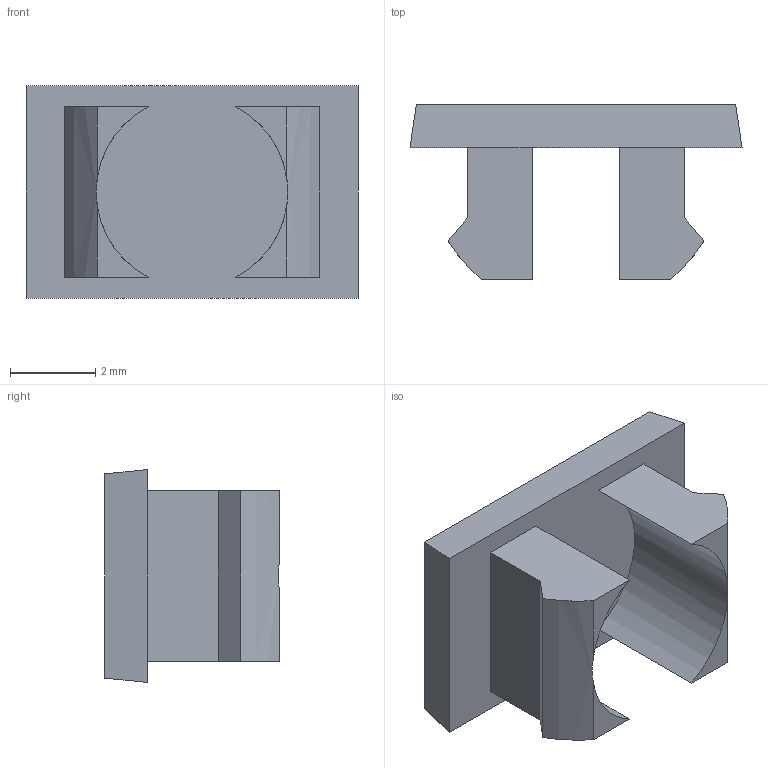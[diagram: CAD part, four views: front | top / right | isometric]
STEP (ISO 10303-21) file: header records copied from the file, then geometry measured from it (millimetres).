
FILE_DESCRIPTION((''),'2;1');
FILE_NAME('CNU_8_NU08__ASM','2022-09-23T11:02:41',('klemen.sitar'),('Audax d.o.o.'),'CREO PARAMETRIC BY PTC INC, 2021304','CREO PARAMETRIC BY PTC INC, 2021304','');
FILE_SCHEMA(('AP242_MANAGED_MODEL_BASED_3D_ENGINEERING_MIM_LF { 1 0 10303 442 1 1 4 }'));
Length unit declared in the file: millimetre
Products named in the file (2): CNU-8-6540; CNU_8_NU08__ASM
Assembly tree (1 placements, depth 2):
  CNU_8_NU08__ASM
    CNU-8-6540
Bounding box: 7.8 x 4.1 x 5 mm (x, y, z)
Volume: 55.3 mm3; surface area: 176.4 mm2
Topology: 1 solids, 1 shells, 22 faces, 57 edges, 39 vertices
Faces by surface type: plane 18, cylinder 4
Entity records: 1341 total; most frequent: CARTESIAN_POINT 276, DIRECTION 116, ORIENTED_EDGE 114, PRESENTATION_STYLE_ASSIGNMENT 82, STYLED_ITEM 82, CURVE_STYLE 59, EDGE_CURVE 57, VECTOR 42
